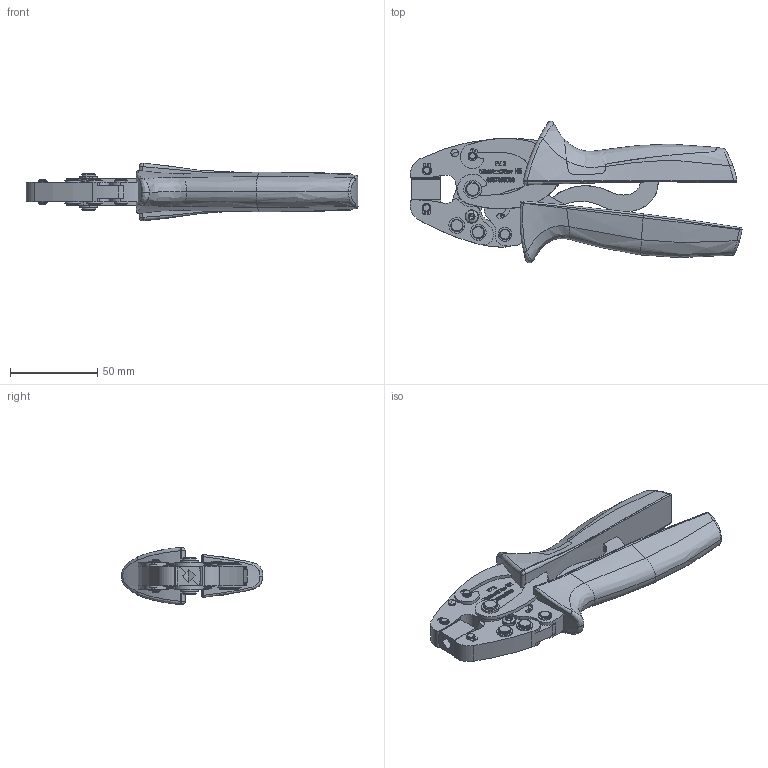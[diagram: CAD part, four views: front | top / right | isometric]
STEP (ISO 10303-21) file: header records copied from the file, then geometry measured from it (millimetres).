
FILE_DESCRIPTION(('CATIA V5 STEP Exchange','CAx-IF Rec.Pracs.--- Model Styling and Organization---1.5--- 2016-08-15','CAx-IF Rec.Pracs.---Supplemental Geometry---1.0---2011-11-01','CAx-IF Rec.Pracs.--- Composite Materials ---1.1---2010-07-15'),'2;1');
FILE_NAME ('002404-7_0', '2024-10-23T11:14:18+00:00', ('none'), ('Weidmueller'), 'CATIA Version 5-6 Release 2022 SP4 HF5', 'CATIA V5 STEP AP214 v3', 'none');
FILE_SCHEMA(('AUTOMOTIVE_DESIGN { 1 0 10303 214 1 1 1 1 }'));
Length unit declared in the file: millimetre
Products named in the file (1): 0567300000_PZ_3_AllCATPart
Bounding box: 190.48 x 81.1 x 33.01 mm (x, y, z)
Volume: 145126.9 mm3; surface area: 35104.1 mm2
Topology: 1 solids, 1 shells, 1349 faces, 3801 edges, 2509 vertices
Faces by surface type: plane 500, extrusion 399, cylinder 278, bspline 128, cone 34, torus 6, sphere 4
Entity records: 56172 total; most frequent: CARTESIAN_POINT 24282, ORIENTED_EDGE 7586, DIRECTION 3830, EDGE_CURVE 3793, VERTEX_POINT 2509, VECTOR 2243, LINE 1844, B_SPLINE_CURVE_WITH_KNOTS 1709
